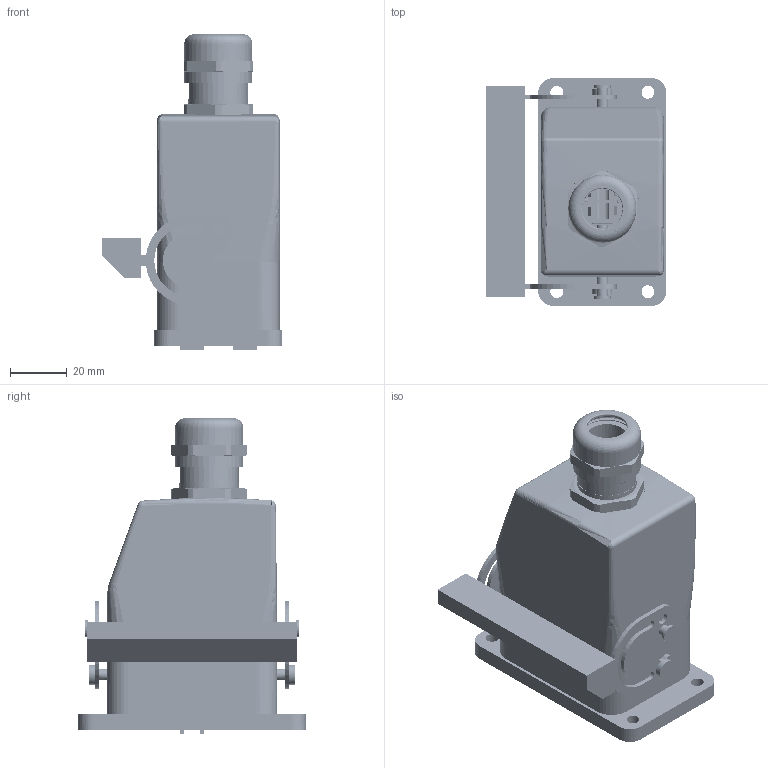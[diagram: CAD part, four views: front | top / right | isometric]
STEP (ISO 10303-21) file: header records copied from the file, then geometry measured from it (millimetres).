
FILE_DESCRIPTION(('CATIA V5R24 STEP','CAx-IF Rec.Pracs.--- Model Styling and Organization---1.2---2011-12-15'),'2;1');
FILE_NAME ('005096-1_1', '2018-09-10T12:33:47+00:00', ('Weidmueller Interface'), ('Weidmueller'), 'CATIA Version 5-6 Release 2014 SP4 HF52', 'CATIA V5 STEP AP214', 'none');
FILE_SCHEMA(('AUTOMOTIVE_DESIGN { 1 0 10303 214 1 1 1 1 }'));
Length unit declared in the file: millimetre
Products named in the file (1): 1061710000
Bounding box: 63.5 x 80 x 110.71 mm (x, y, z)
Volume: 120418.8 mm3; surface area: 102603.5 mm2
Topology: 8 solids, 9 shells, 5581 faces, 16396 edges, 10680 vertices
Faces by surface type: plane 3455, cylinder 1369, cone 346, torus 220, sphere 84, bspline 79, extrusion 20, revolution 8
Entity records: 193128 total; most frequent: CARTESIAN_POINT 55099, ORIENTED_EDGE 32568, DIRECTION 22173, EDGE_CURVE 16284, VECTOR 10853, LINE 10833, VERTEX_POINT 10680, AXIS2_PLACEMENT_3D 7206
